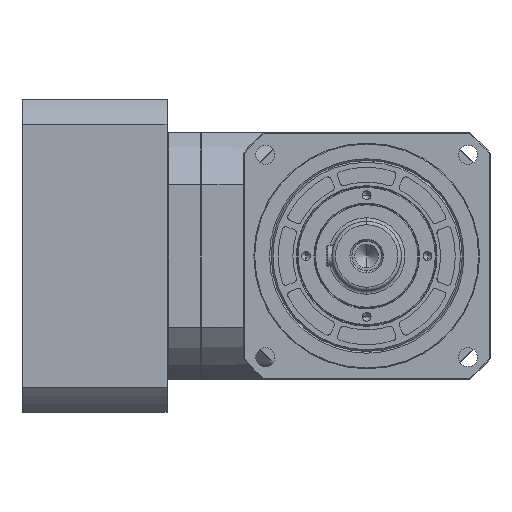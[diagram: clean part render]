
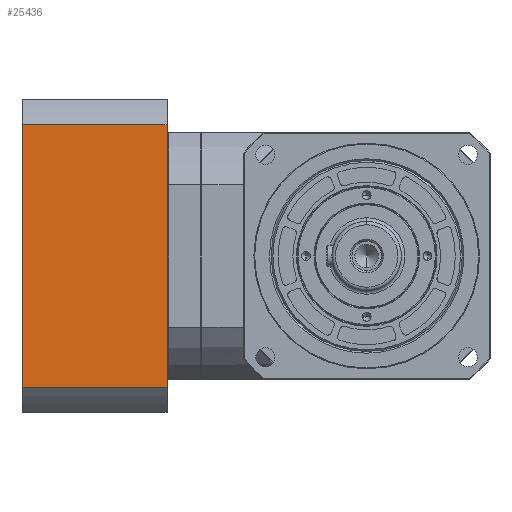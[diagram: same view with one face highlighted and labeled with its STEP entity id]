
A CAD part, left-side view. The second image highlights one B-rep face of the part: STEP entity #25436.
In plain terms, the highlighted face is planar.
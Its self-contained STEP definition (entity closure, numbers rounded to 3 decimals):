
#23433=CARTESIAN_POINT('',(0.5,75.54,90.));
#23456=DIRECTION('',(0.,-1.,0.));
#23457=VECTOR('',#23456,151.079);
#23458=CARTESIAN_POINT('',(0.5,75.54,90.));
#23459=LINE('',#23458,#23457);
#23465=CARTESIAN_POINT('',(0.5,-75.54,90.));
#23483=DIRECTION('',(1.,0.,0.));
#23484=VECTOR('',#23483,83.);
#23485=CARTESIAN_POINT('',(0.5,-75.54,90.));
#23486=LINE('',#23485,#23484);
#23513=DIRECTION('',(-1.,0.,0.));
#23514=VECTOR('',#23513,83.);
#23515=CARTESIAN_POINT('',(83.5,75.54,90.));
#23516=LINE('',#23515,#23514);
#23525=DIRECTION('',(0.,1.,0.));
#23526=VECTOR('',#23525,151.079);
#23527=CARTESIAN_POINT('',(83.5,-75.54,90.));
#23528=LINE('',#23527,#23526);
#24697=VERTEX_POINT('',#23433);
#24698=VERTEX_POINT('',#23465);
#24703=CARTESIAN_POINT('',(83.5,-75.54,90.));
#24704=VERTEX_POINT('',#24703);
#24725=CARTESIAN_POINT('',(83.5,75.54,90.));
#24726=VERTEX_POINT('',#24725);
#25424=CARTESIAN_POINT('',(84.,-90.,90.));
#25425=DIRECTION('',(0.,0.,-1.));
#25426=DIRECTION('',(-1.,0.,0.));
#25427=AXIS2_PLACEMENT_3D('',#25424,#25425,#25426);
#25428=PLANE('',#25427);
#25429=ORIENTED_EDGE('',*,*,#25323,.F.);
#25430=ORIENTED_EDGE('',*,*,#25296,.F.);
#25431=ORIENTED_EDGE('',*,*,#25415,.F.);
#25433=ORIENTED_EDGE('',*,*,#25432,.F.);
#25434=EDGE_LOOP('',(#25429,#25430,#25431,#25433));
#25435=FACE_OUTER_BOUND('',#25434,.F.);
#25436=ADVANCED_FACE('',(#25435),#25428,.F.);
#25296=EDGE_CURVE('',#24697,#24698,#23459,.T.);
#25323=EDGE_CURVE('',#24698,#24704,#23486,.T.);
#25415=EDGE_CURVE('',#24726,#24697,#23516,.T.);
#25432=EDGE_CURVE('',#24704,#24726,#23528,.T.);
